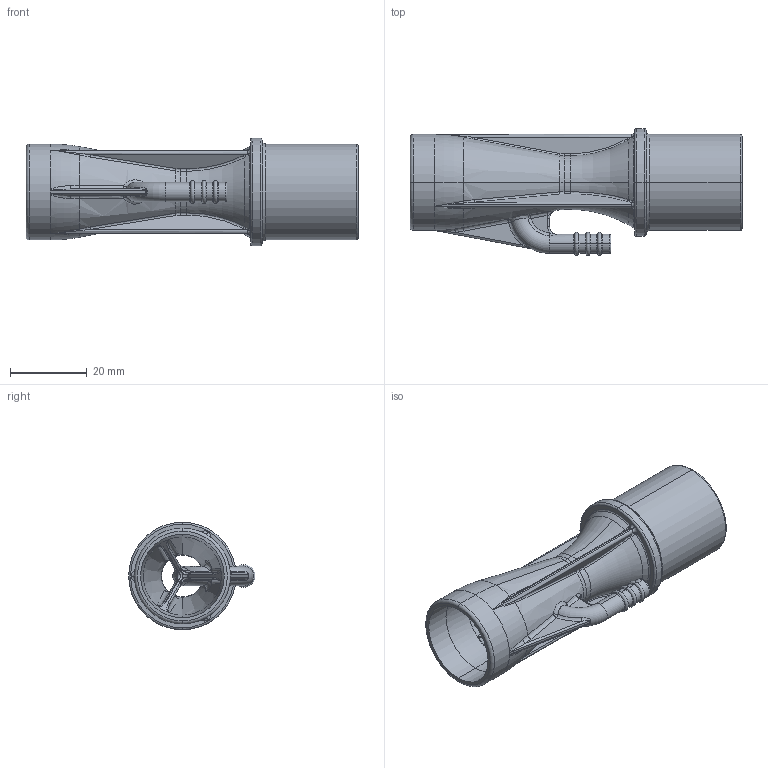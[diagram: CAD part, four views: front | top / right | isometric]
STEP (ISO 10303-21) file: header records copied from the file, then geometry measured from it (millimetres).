
FILE_DESCRIPTION (( 'STEP AP203' ), '1' );
FILE_NAME ('Venturi Nozzle revision 2.STEP', '2020-03-18T05:58:04', ( '' ), ( '' ), 'SwSTEP 2.0', 'SolidWorks 2018', '' );
FILE_SCHEMA (( 'CONFIG_CONTROL_DESIGN' ));
Length unit declared in the file: millimetre
Products named in the file (1): Venturi Nozzle revision 2
Bounding box: 86.47 x 33 x 28 mm (x, y, z)
Volume: 13832.5 mm3; surface area: 13443.8 mm2
Topology: 1 solids, 1 shells, 356 faces, 839 edges, 459 vertices
Faces by surface type: bspline 132, torus 101, cylinder 69, plane 29, cone 16, sphere 9
Entity records: 14370 total; most frequent: CARTESIAN_POINT 7153, ORIENTED_EDGE 1630, DIRECTION 1392, EDGE_CURVE 815, AXIS2_PLACEMENT_3D 645, VERTEX_POINT 457, CIRCLE 420, EDGE_LOOP 360
